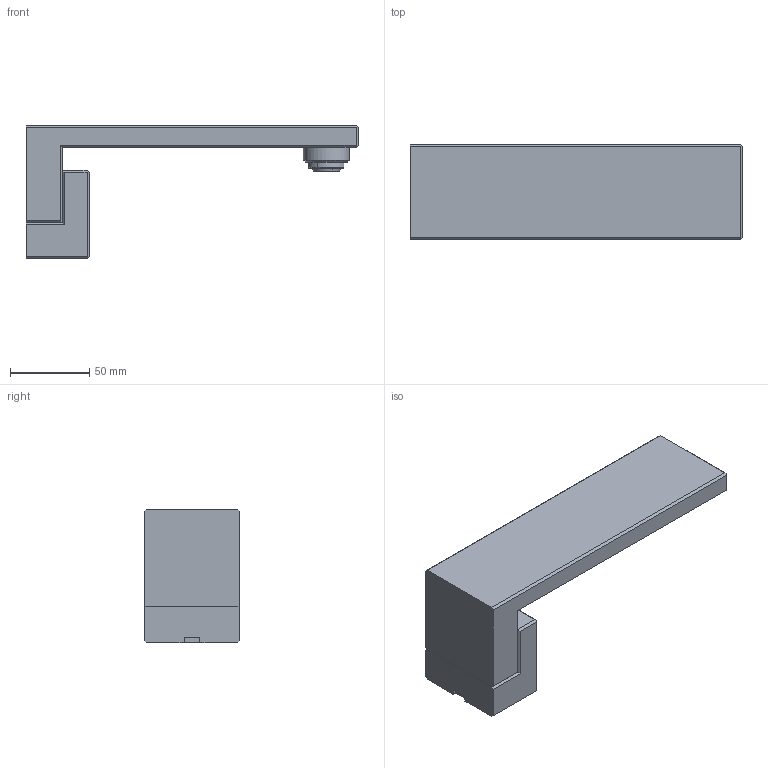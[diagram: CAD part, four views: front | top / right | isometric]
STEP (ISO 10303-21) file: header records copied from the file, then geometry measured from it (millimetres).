
FILE_DESCRIPTION(('CAx-IF Rec.Pracs.---Model Styling and Organization---1.2---2011-12-15','CAx-IF Rec.Pracs.---Geometric and Assembly Validation Properties---4.1---2014-06-16','CAx-IF Rec.Pracs.---PMI Polyline Presentation---2.0---2013-05-24'),'2;1');
FILE_NAME('1000126481_PPR_000.stp','2018-05-11T09:01:18+02:00',(''),(''),'STEP Interface 4.1 by CT CoreTechnologie','3D_Evolution4.1 by CT CoreTechnologie','');
FILE_SCHEMA(('AP203_CONFIGURATION_CONTROLLED_3D_DESIGN_OF_MECHANICAL_PARTS_AND_ASSEMBLIES_MIM_LF'));
Length unit declared in the file: millimetre
Products named in the file (8): P_2 Wanneneinlauf Massaud Ingot 1000126481_PPR_000_A0; P_2 SR_STD_SC__M24x1-m 1000085259_PPR_000_A1; P_2 Strahlreglerhuelse M24x1 (R02) 1000085260_PPA_000_A1; SR_STD_SC_2,2gpm-air_gelb 1000063090_PPA_000_A0; Flachdichtung d15xD21,3 (EB-2,4) 1000029262_PPA_000_A1; P_2 Auslauf 3Loch WTA WM Massaud 1000126378_PPA_000_A0; P_2 Sockel 3L WTA WM Axor Massaud Ingot 1000126377_PPA_000_A0; P_2 Perlatorhuelse WRM Axor Massaud Ing. 1000126482_PPA_000_A0
Assembly tree (7 placements, depth 3):
  P_2 Wanneneinlauf Massaud Ingot 1000126481_PPR_000_A0
    P_2 SR_STD_SC__M24x1-m 1000085259_PPR_000_A1
      P_2 Strahlreglerhuelse M24x1 (R02) 1000085260_PPA_000_A1
      SR_STD_SC_2,2gpm-air_gelb 1000063090_PPA_000_A0
      Flachdichtung d15xD21,3 (EB-2,4) 1000029262_PPA_000_A1
    P_2 Auslauf 3Loch WTA WM Massaud 1000126378_PPA_000_A0
    P_2 Sockel 3L WTA WM Axor Massaud Ingot 1000126377_PPA_000_A0
    P_2 Perlatorhuelse WRM Axor Massaud Ing. 1000126482_PPA_000_A0
Bounding box: 210 x 60.3 x 84.4 mm (x, y, z)
Volume: 336651.5 mm3; surface area: 63070.9 mm2
Topology: 6 solids, 6 shells, 971 faces, 2646 edges, 1687 vertices
Faces by surface type: plane 503, cylinder 340, bspline 128
Entity records: 44468 total; most frequent: CARTESIAN_POINT 8794, ORIENTED_EDGE 5288, DIRECTION 5236, EDGE_CURVE 2644, AXIS2_PLACEMENT_3D 1791, VERTEX_POINT 1687, VECTOR 1654, LINE 1654
